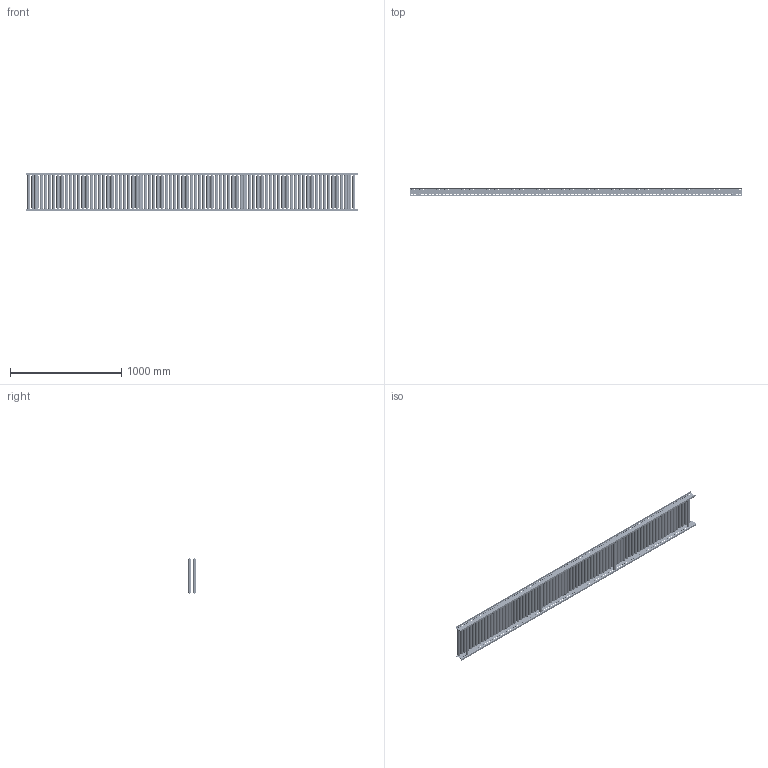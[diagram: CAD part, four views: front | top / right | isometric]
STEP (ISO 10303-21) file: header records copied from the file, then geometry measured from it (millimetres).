
FILE_DESCRIPTION (( 'STEP AP214' ), '1' );
FILE_NAME ('0051421.step', '2021-10-26T13:37:00', ( '' ), ( '' ), 'SwSTEP 2.0', 'SolidWorks 2020', '' );
FILE_SCHEMA (( 'AUTOMOTIVE_DESIGN' ));
Length unit declared in the file: millimetre
Products named in the file (8): 0017013_Tragrollenrohr-Ø30x1,8KU_KFG_0017012_L=280; Profil_KRB-20x70x20x2_KFG_S109079_U-PROFIL-20-70-20-2-KRB-�30-L=2987,5; S100995_TYP-KUT50-30x1,8-A8; KUT50-30x1,8-KB-A8-FA_KFG_0034505TWG_KUT50-30x1,8-KB-A8-FA-EL=300; Traversen_KFG_L300; 0051421; 0039778-Achse-ST-Ø08-KFG_AL320-G-FA; S100994_Sperrzahnschraube_M08x16-8.8-A2K
Assembly tree (97 placements, depth 3):
  0051421
    Profil_KRB-20x70x20x2_KFG_S109079_U-PROFIL-20-70-20-2-KRB-�30-L=2987,5  x2
    KUT50-30x1,8-KB-A8-FA_KFG_0034505TWG_KUT50-30x1,8-KB-A8-FA-EL=300  x79
      0039778-Achse-ST-Ø08-KFG_AL320-G-FA
      S100995_TYP-KUT50-30x1,8-A8
      0017013_Tragrollenrohr-Ø30x1,8KU_KFG_0017012_L=280
    Traversen_KFG_L300  x4
    S100994_Sperrzahnschraube_M08x16-8.8-A2K  x8
Bounding box: 2987.5 x 73 x 340 mm (x, y, z)
Volume: 6162244.3 mm3; surface area: 6915497.7 mm2
Topology: 180 solids, 496 shells, 18686 faces, 51672 edges, 32904 vertices
Faces by surface type: cylinder 7056, plane 5734, torus 3192, cone 2704
Entity records: 44226 total; most frequent: DIRECTION 8071, CARTESIAN_POINT 7261, ORIENTED_EDGE 6765, AXIS2_PLACEMENT_3D 3442, EDGE_CURVE 3407, VERTEX_POINT 2248, CIRCLE 2164, EDGE_LOOP 2147
